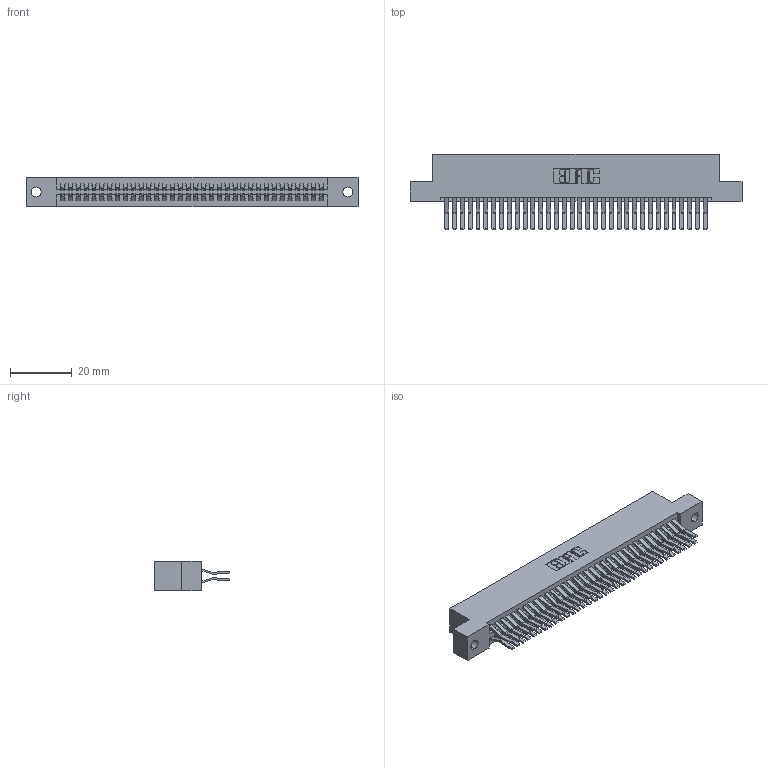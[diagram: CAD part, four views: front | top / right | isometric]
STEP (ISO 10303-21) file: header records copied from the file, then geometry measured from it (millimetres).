
FILE_DESCRIPTION (( 'STEP AP203' ), '1' );
FILE_NAME ('395-068-560-202.STEP', '2019-10-23T23:55:53', ( '' ), ( '' ), 'SwSTEP 2.0', 'SolidWorks 2016', '' );
FILE_SCHEMA (( 'CONFIG_CONTROL_DESIGN' ));
Length unit declared in the file: inch
Products named in the file (3): 345 Part_Flush Mounting Lugs - 0.128 Dia; 345-292-001_560 Tail; 395-068-560-202
Assembly tree (69 placements, depth 2):
  395-068-560-202
    345 Part_Flush Mounting Lugs - 0.128 Dia
    345-292-001_560 Tail  x68
Bounding box: 107.57 x 24.45 x 9.4 mm (x, y, z)
Volume: 10784.1 mm3; surface area: 16659.4 mm2
Topology: 69 solids, 69 shells, 3662 faces, 10881 edges, 7162 vertices
Faces by surface type: plane 2324, cylinder 1338
Entity records: 27845 total; most frequent: CARTESIAN_POINT 4676, ORIENTED_EDGE 4610, DIRECTION 4137, EDGE_CURVE 2305, LINE 2033, VECTOR 2033, VERTEX_POINT 1534, AXIS2_PLACEMENT_3D 1052
